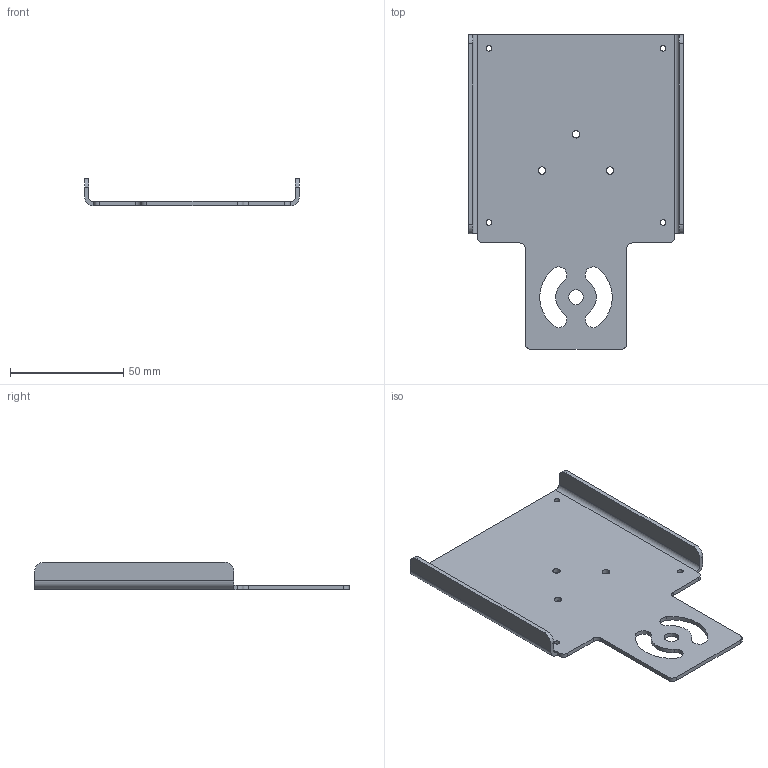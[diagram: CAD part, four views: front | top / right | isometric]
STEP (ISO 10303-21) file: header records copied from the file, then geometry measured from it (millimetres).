
FILE_DESCRIPTION((''),'2;1');
FILE_NAME('155378_SW','2011-05-05T',('banengservice'),('BANNER ENGINEERING'),'PRO/ENGINEER BY PARAMETRIC TECHNOLOGY CORPORATION, 2009141','PRO/ENGINEER BY PARAMETRIC TECHNOLOGY CORPORATION, 2009141','');
FILE_SCHEMA(('CONFIG_CONTROL_DESIGN'));
Length unit declared in the file: inch
Products named in the file (1): 155378_SW
Bounding box: 95 x 139 x 12 mm (x, y, z)
Volume: 21996.5 mm3; surface area: 25158.2 mm2
Topology: 1 solids, 1 shells, 413 faces, 1182 edges, 788 vertices
Faces by surface type: plane 375, cylinder 38
Entity records: 13352 total; most frequent: CARTESIAN_POINT 2383, ORIENTED_EDGE 2364, DIRECTION 2084, EDGE_CURVE 1182, VECTOR 1106, LINE 1106, VERTEX_POINT 788, AXIS2_PLACEMENT_3D 489
